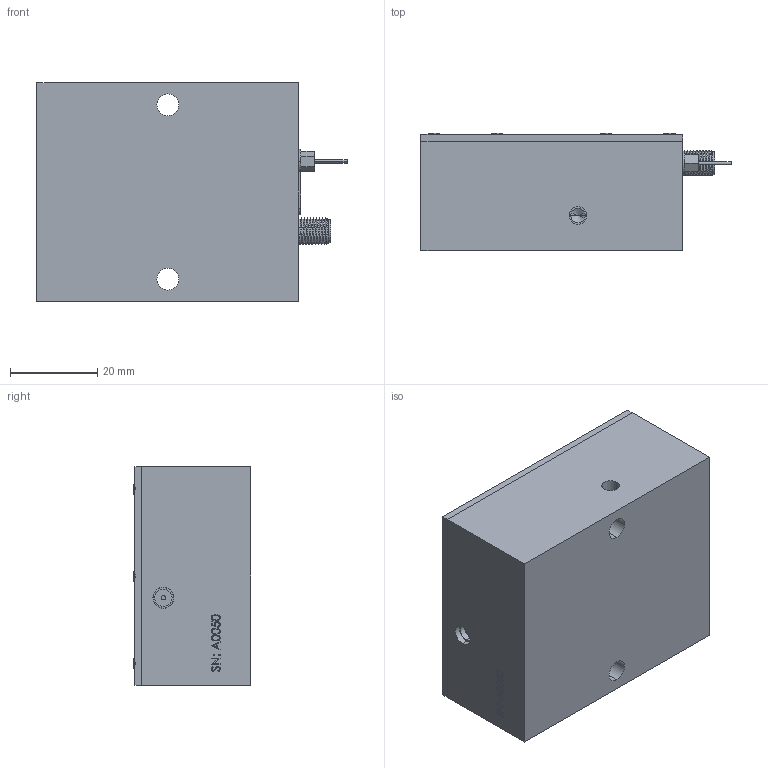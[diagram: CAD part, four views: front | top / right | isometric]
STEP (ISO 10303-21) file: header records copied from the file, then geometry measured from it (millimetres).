
FILE_DESCRIPTION (( 'STEP AP214' ), '1' );
FILE_NAME ('FPD510FV_071122.STEP', '2007-11-22T07:33:51', ( 'Menlo' ), ( 'Menlo' ), 'SwSTEP 2.0', 'SolidWorks 2007', '' );
FILE_SCHEMA (( 'AUTOMOTIVE_DESIGN' ));
Length unit declared in the file: millimetre
Products named in the file (8): 600470_1_FPD510-FV; SW3dPS-sma bulkhead straight jack_echt; 600238_FPD510F; 313600_Standard; Countersunk Raised Head Cross Recess Screw_DIN_ISO 7047 - M2.5 x 6 - Z --- 6N; PIN-Diode_S5973; FPD510FV_071122; 316322_Pos2
Assembly tree (16 placements, depth 2):
  FPD510FV_071122
    Countersunk Raised Head Cross Recess Screw_DIN_ISO 7047 - M2.5 x 6 - Z --- 6N  x10
    600470_1_FPD510-FV
    313600_Standard
    316322_Pos2
    PIN-Diode_S5973
    SW3dPS-sma bulkhead straight jack_echt
    600238_FPD510F
Bounding box: 71.1 x 26.85 x 50 mm (x, y, z)
Volume: 78054.9 mm3; surface area: 22467.7 mm2
Topology: 17 solids, 17 shells, 2451 faces, 6368 edges, 4131 vertices
Faces by surface type: plane 1317, bspline 729, cone 189, cylinder 172, torus 24, sphere 20
Entity records: 117981 total; most frequent: CARTESIAN_POINT 52570, ORIENTED_EDGE 10888, DIRECTION 6986, EDGE_CURVE 5444, VERTEX_POINT 3609, VECTOR 3544, LINE 3544, EDGE_LOOP 2325
